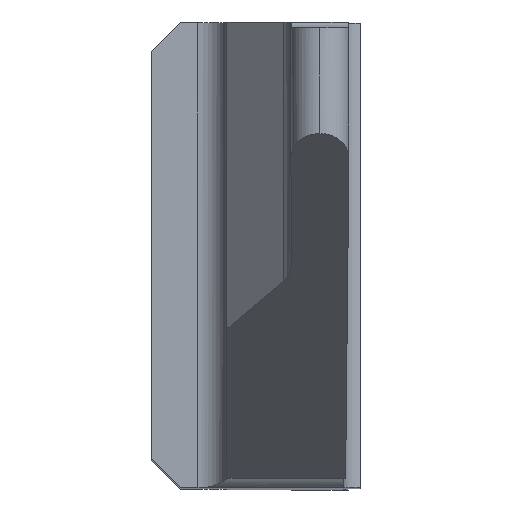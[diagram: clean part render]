
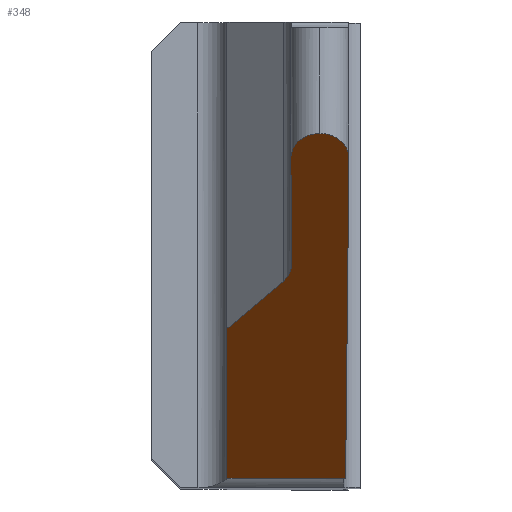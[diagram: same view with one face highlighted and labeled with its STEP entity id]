
A CAD part, top view. The second image highlights one B-rep face of the part: STEP entity #348.
In plain terms, the highlighted planar face has unit normal (0, -0.766, 0.643).
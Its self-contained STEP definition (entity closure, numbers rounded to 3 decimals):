
#11 = CARTESIAN_POINT ( 'NONE',  ( 3.401, 1.653, 19.496 ) ) ;
#27 = ORIENTED_EDGE ( 'NONE', *, *, #871, .T. ) ;
#62 = VECTOR ( 'NONE', #201, 1000. ) ;
#71 = ORIENTED_EDGE ( 'NONE', *, *, #1029, .F. ) ;
#84 = CARTESIAN_POINT ( 'NONE',  ( 1.3, -1.281, 16. ) ) ;
#91 = VERTEX_POINT ( 'NONE', #1414 ) ;
#98 = CARTESIAN_POINT ( 'NONE',  ( 3.404, 1.9, 19.791 ) ) ;
#99 = EDGE_LOOP ( 'NONE', ( #1417, #221, #234, #1123, #71, #27, #432, #576, #225 ) ) ;
#101 = EDGE_CURVE ( 'NONE', #692, #969, #1206, .T. ) ;
#115 = VECTOR ( 'NONE', #1053, 1000. ) ;
#119 = CARTESIAN_POINT ( 'NONE',  ( 2.4, 1.653, 19.496 ) ) ;
#127 =( BOUNDED_CURVE ( )  B_SPLINE_CURVE ( 3, ( #1179, #810, #840, #710 ),
 .UNSPECIFIED., .F., .F. ) 
 B_SPLINE_CURVE_WITH_KNOTS ( ( 4, 4 ),
 ( 1.562, 2.356 ),
 .UNSPECIFIED. ) 
 CURVE ( )  GEOMETRIC_REPRESENTATION_ITEM ( )  RATIONAL_B_SPLINE_CURVE ( ( 1., 0.948, 0.948, 1. ) ) 
 REPRESENTATION_ITEM ( '' )  );
#155 = CARTESIAN_POINT ( 'NONE',  ( 4.681, 1.556, 19.381 ) ) ;
#159 = AXIS2_PLACEMENT_3D ( 'NONE', #373, #1045, #160 ) ;
#160 = DIRECTION ( 'NONE',  ( 0., 0.643, 0.766 ) ) ;
#168 = CARTESIAN_POINT ( 'NONE',  ( 2.397, 1.9, 19.791 ) ) ;
#183 = CARTESIAN_POINT ( 'NONE',  ( 2.605, 2.076, 20. ) ) ;
#201 = DIRECTION ( 'NONE',  ( -0.007, 0.643, 0.766 ) ) ;
#217 = VERTEX_POINT ( 'NONE', #1134 ) ;
#221 = ORIENTED_EDGE ( 'NONE', *, *, #670, .F. ) ;
#225 = ORIENTED_EDGE ( 'NONE', *, *, #389, .F. ) ;
#234 = ORIENTED_EDGE ( 'NONE', *, *, #1329, .F. ) ;
#314 = DIRECTION ( 'NONE',  ( 1., 0., 0. ) ) ;
#317 = CARTESIAN_POINT ( 'NONE',  ( 2.272, -0.465, 16.972 ) ) ;
#338 = VECTOR ( 'NONE', #1410, 1000. ) ;
#348 = ADVANCED_FACE ( 'NONE', ( #585 ), #941, .F. ) ;
#373 = CARTESIAN_POINT ( 'NONE',  ( 3.6, 2.089, 20.015 ) ) ;
#389 = EDGE_CURVE ( 'NONE', #1234, #1359, #1150, .T. ) ;
#432 = ORIENTED_EDGE ( 'NONE', *, *, #101, .F. ) ;
#505 = VECTOR ( 'NONE', #1303, 1000. ) ;
#519 = LINE ( 'NONE', #1218, #505 ) ;
#526 = CARTESIAN_POINT ( 'NONE',  ( 2.396, 2.083, 20.009 ) ) ;
#564 =( BOUNDED_CURVE ( )  B_SPLINE_CURVE ( 3, ( #980, #183, #168, #630 ),
 .UNSPECIFIED., .F., .T. ) 
 B_SPLINE_CURVE_WITH_KNOTS ( ( 4, 4 ),
 ( 0., 1.58 ),
 .UNSPECIFIED. ) 
 CURVE ( )  GEOMETRIC_REPRESENTATION_ITEM ( )  RATIONAL_B_SPLINE_CURVE ( ( 1., 0.803, 0.803, 1. ) ) 
 REPRESENTATION_ITEM ( '' )  );
#576 = ORIENTED_EDGE ( 'NONE', *, *, #742, .T. ) ;
#585 = FACE_OUTER_BOUND ( 'NONE', #99, .T. ) ;
#630 = CARTESIAN_POINT ( 'NONE',  ( 2.4, 1.653, 19.496 ) ) ;
#647 = VERTEX_POINT ( 'NONE', #760 ) ;
#670 = EDGE_CURVE ( 'NONE', #647, #798, #519, .T. ) ;
#692 = VERTEX_POINT ( 'NONE', #1315 ) ;
#710 = CARTESIAN_POINT ( 'NONE',  ( 2.272, -0.465, 16.972 ) ) ;
#742 = EDGE_CURVE ( 'NONE', #692, #1359, #127, .T. ) ;
#747 = VECTOR ( 'NONE', #314, 1000. ) ;
#760 = CARTESIAN_POINT ( 'NONE',  ( 3.344, -3.85, 12.938 ) ) ;
#778 = CARTESIAN_POINT ( 'NONE',  ( 2.901, 2.076, 20. ) ) ;
#796 = CARTESIAN_POINT ( 'NONE',  ( 1.3, 2.089, 20.015 ) ) ;
#798 = VERTEX_POINT ( 'NONE', #1173 ) ;
#810 = CARTESIAN_POINT ( 'NONE',  ( 2.42, -0.278, 17.194 ) ) ;
#840 = CARTESIAN_POINT ( 'NONE',  ( 2.369, -0.384, 17.069 ) ) ;
#871 = EDGE_CURVE ( 'NONE', #1129, #969, #564, .T. ) ;
#895 = LINE ( 'NONE', #796, #1393 ) ;
#909 = CARTESIAN_POINT ( 'NONE',  ( 3.196, 2.076, 20. ) ) ;
#917 = LINE ( 'NONE', #1253, #747 ) ;
#941 = PLANE ( 'NONE',  #159 ) ;
#950 = EDGE_CURVE ( 'NONE', #798, #1234, #895, .T. ) ;
#969 = VERTEX_POINT ( 'NONE', #119 ) ;
#980 = CARTESIAN_POINT ( 'NONE',  ( 2.9, 2.076, 20. ) ) ;
#1027 =( BOUNDED_CURVE ( )  B_SPLINE_CURVE ( 3, ( #11, #98, #909, #778 ),
 .UNSPECIFIED., .F., .T. ) 
 B_SPLINE_CURVE_WITH_KNOTS ( ( 4, 4 ),
 ( 4.704, 6.283 ),
 .UNSPECIFIED. ) 
 CURVE ( )  GEOMETRIC_REPRESENTATION_ITEM ( )  RATIONAL_B_SPLINE_CURVE ( ( 1., 0.803, 0.803, 1. ) ) 
 REPRESENTATION_ITEM ( '' )  );
#1029 = EDGE_CURVE ( 'NONE', #1129, #91, #917, .T. ) ;
#1045 = DIRECTION ( 'NONE',  ( 0., 0.766, -0.643 ) ) ;
#1053 = DIRECTION ( 'NONE',  ( 0.608, 0.51, 0.608 ) ) ;
#1123 = ORIENTED_EDGE ( 'NONE', *, *, #1372, .T. ) ;
#1124 = DIRECTION ( 'NONE',  ( 0., 0.643, 0.766 ) ) ;
#1129 = VERTEX_POINT ( 'NONE', #1154 ) ;
#1134 = CARTESIAN_POINT ( 'NONE',  ( 3.401, 1.653, 19.496 ) ) ;
#1150 = LINE ( 'NONE', #155, #115 ) ;
#1154 = CARTESIAN_POINT ( 'NONE',  ( 2.9, 2.076, 20. ) ) ;
#1173 = CARTESIAN_POINT ( 'NONE',  ( 1.3, -3.85, 12.938 ) ) ;
#1179 = CARTESIAN_POINT ( 'NONE',  ( 2.419, -0.164, 17.33 ) ) ;
#1206 = LINE ( 'NONE', #526, #62 ) ;
#1218 = CARTESIAN_POINT ( 'NONE',  ( 3.6, -3.85, 12.938 ) ) ;
#1234 = VERTEX_POINT ( 'NONE', #84 ) ;
#1253 = CARTESIAN_POINT ( 'NONE',  ( 3.6, 2.076, 20. ) ) ;
#1303 = DIRECTION ( 'NONE',  ( -1., 0., 0. ) ) ;
#1304 = CARTESIAN_POINT ( 'NONE',  ( 3.406, 2.089, 20.016 ) ) ;
#1315 = CARTESIAN_POINT ( 'NONE',  ( 2.419, -0.164, 17.33 ) ) ;
#1329 = EDGE_CURVE ( 'NONE', #217, #647, #1429, .T. ) ;
#1359 = VERTEX_POINT ( 'NONE', #317 ) ;
#1372 = EDGE_CURVE ( 'NONE', #217, #91, #1027, .T. ) ;
#1393 = VECTOR ( 'NONE', #1124, 1000. ) ;
#1410 = DIRECTION ( 'NONE',  ( -0.007, -0.643, -0.766 ) ) ;
#1414 = CARTESIAN_POINT ( 'NONE',  ( 2.901, 2.076, 20. ) ) ;
#1417 = ORIENTED_EDGE ( 'NONE', *, *, #950, .F. ) ;
#1429 = LINE ( 'NONE', #1304, #338 ) ;
